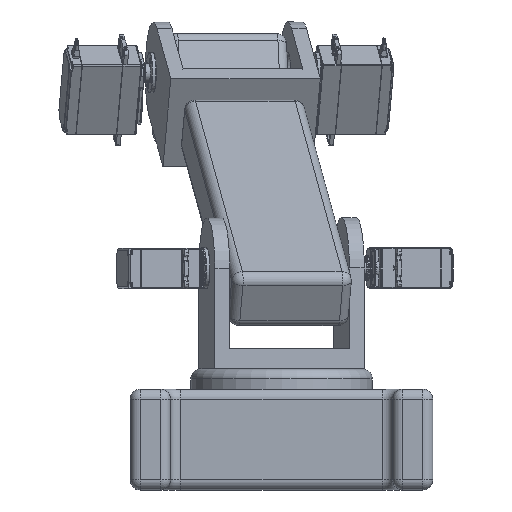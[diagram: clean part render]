
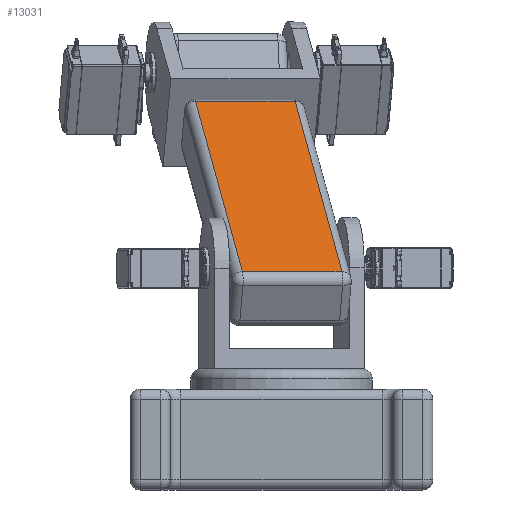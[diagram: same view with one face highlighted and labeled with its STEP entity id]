
A CAD part, left-side view. The second image highlights one B-rep face of the part: STEP entity #13031.
In plain terms, the highlighted face is planar.
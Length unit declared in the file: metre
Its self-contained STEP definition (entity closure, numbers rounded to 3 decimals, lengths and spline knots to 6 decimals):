
#5356=ORIENTED_EDGE('',*,*,#7363,.T.);
#5357=ORIENTED_EDGE('',*,*,#7364,.T.);
#5358=ORIENTED_EDGE('',*,*,#7365,.T.);
#5359=ORIENTED_EDGE('',*,*,#7366,.T.);
#7363=EDGE_CURVE('',#8630,#8631,#9566,.F.);
#7364=EDGE_CURVE('',#8631,#8632,#9567,.F.);
#7365=EDGE_CURVE('',#8632,#8633,#9568,.T.);
#7366=EDGE_CURVE('',#8633,#8630,#9569,.T.);
#8630=VERTEX_POINT('',#28935);
#8631=VERTEX_POINT('',#28936);
#8632=VERTEX_POINT('',#28938);
#8633=VERTEX_POINT('',#28940);
#9566=LINE('',#28934,#10499);
#9567=LINE('',#28937,#10500);
#9568=LINE('',#28939,#10501);
#9569=LINE('',#28941,#10502);
#10499=VECTOR('',#18828,1.);
#10500=VECTOR('',#18829,1.);
#10501=VECTOR('',#18830,1.);
#10502=VECTOR('',#18831,1.);
#11254=EDGE_LOOP('',(#5356,#5357,#5358,#5359));
#12029=FACE_BOUND('',#11254,.T.);
#12338=PLANE('',#15406);
#13031=ADVANCED_FACE('',(#12029),#12338,.F.);
#15406=AXIS2_PLACEMENT_3D('',#28933,#18826,#18827);
#18826=DIRECTION('',(0.,0.,1.));
#18827=DIRECTION('',(1.,0.,0.));
#18828=DIRECTION('',(-1.,0.,0.));
#18829=DIRECTION('',(0.,1.,0.));
#18830=DIRECTION('',(-1.,0.,0.));
#18831=DIRECTION('',(0.,1.,0.));
#28933=CARTESIAN_POINT('',(-0.09,0.039832,0.));
#28934=CARTESIAN_POINT('',(-0.09,0.064832,0.));
#28935=CARTESIAN_POINT('',(-0.175,0.064832,0.));
#28936=CARTESIAN_POINT('',(-0.005,0.064832,0.));
#28937=CARTESIAN_POINT('',(-0.005,0.039832,0.));
#28938=CARTESIAN_POINT('',(-0.005,0.014832,0.));
#28939=CARTESIAN_POINT('',(-0.18,0.014832,0.));
#28940=CARTESIAN_POINT('',(-0.175,0.014832,0.));
#28941=CARTESIAN_POINT('',(-0.175,0.064832,0.));
